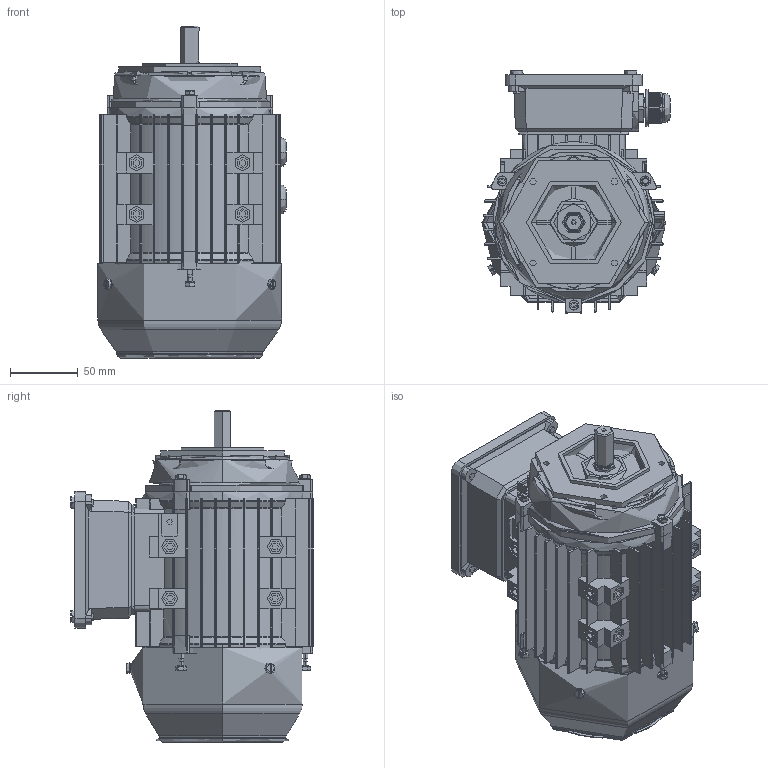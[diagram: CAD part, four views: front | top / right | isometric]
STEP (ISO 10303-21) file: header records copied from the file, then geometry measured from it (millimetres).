
FILE_DESCRIPTION (( 'STEP AP203' ), '1' );
FILE_NAME ('装配体1.STEP', '2024-02-21T00:32:53', ( '微软用户' ), ( '微软中国' ), 'SwSTEP 2.0', 'SolidWorks 2016', '' );
FILE_SCHEMA (( 'CONFIG_CONTROL_DESIGN' ));
Products named in the file (1): 蚾饜极1
Bounding box: 138.9 x 178.91 x 245 mm (x, y, z)
Topology: 0 solids, 62 shells, 3795 faces, 10639 edges, 7022 vertices
Faces by surface type: plane 2199, cylinder 1099, torus 221, cone 173, bspline 102, sphere 1
Full cylindrical faces by diameter (mm): 20.625 x2
Entity records: 176452 total; most frequent: CARTESIAN_POINT 79999, ORIENTED_EDGE 21136, DIRECTION 18855, EDGE_CURVE 10613, VERTEX_POINT 7014, AXIS2_PLACEMENT_3D 6514, LINE 5827, VECTOR 5827
